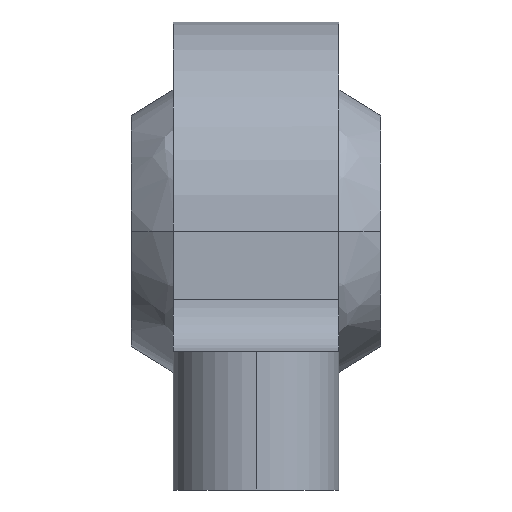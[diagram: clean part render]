
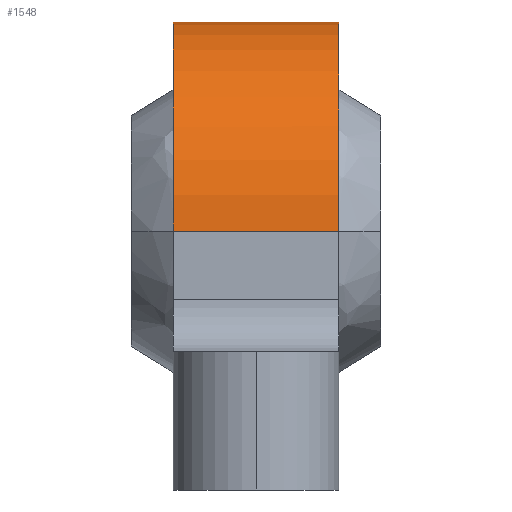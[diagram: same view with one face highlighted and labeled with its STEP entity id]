
A CAD part, left-side view. The second image highlights one B-rep face of the part: STEP entity #1548.
In plain terms, the highlighted cylindrical face has radius 8 mm (diameter 16 mm), a partial arc.
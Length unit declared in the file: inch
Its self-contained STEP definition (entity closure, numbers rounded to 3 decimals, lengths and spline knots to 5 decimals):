
#13 = AXIS2_PLACEMENT_3D ( 'NONE', #871, #1845, #717 ) ;
#18 = VECTOR ( 'NONE', #699, 39.37008 ) ;
#49 = CIRCLE ( 'NONE', #156, 0.31496 ) ;
#50 = DIRECTION ( 'NONE',  ( 0., 1., 0. ) ) ;
#116 = VERTEX_POINT ( 'NONE', #540 ) ;
#119 = EDGE_CURVE ( 'NONE', #1514, #815, #1406, .T. ) ;
#156 = AXIS2_PLACEMENT_3D ( 'NONE', #464, #1758, #1063 ) ;
#182 = CARTESIAN_POINT ( 'NONE',  ( 0.31496, 0.125, 0. ) ) ;
#274 = CARTESIAN_POINT ( 'NONE',  ( -0.31496, -0.125, 0.0001 ) ) ;
#314 = CARTESIAN_POINT ( 'NONE',  ( 0.31496, -0.125, 0. ) ) ;
#340 = CARTESIAN_POINT ( 'NONE',  ( 0., 0.125, 0.00005 ) ) ;
#380 = ORIENTED_EDGE ( 'NONE', *, *, #1831, .F. ) ;
#458 = VECTOR ( 'NONE', #1771, 39.37008 ) ;
#464 = CARTESIAN_POINT ( 'NONE',  ( 0., -0.125, 0.00005 ) ) ;
#471 = EDGE_CURVE ( 'NONE', #515, #116, #753, .T. ) ;
#515 = VERTEX_POINT ( 'NONE', #314 ) ;
#540 = CARTESIAN_POINT ( 'NONE',  ( 0.31496, 0.125, 0. ) ) ;
#626 = AXIS2_PLACEMENT_3D ( 'NONE', #340, #1343, #1071 ) ;
#663 = CARTESIAN_POINT ( 'NONE',  ( -0.31496, 0.125, 0. ) ) ;
#699 = DIRECTION ( 'NONE',  ( 0., 0., -1. ) ) ;
#717 = DIRECTION ( 'NONE',  ( 0., 0., -1. ) ) ;
#722 = ORIENTED_EDGE ( 'NONE', *, *, #1651, .T. ) ;
#748 = CYLINDRICAL_SURFACE ( 'NONE', #13, 0.31496 ) ;
#753 = LINE ( 'NONE', #182, #920 ) ;
#767 = CIRCLE ( 'NONE', #626, 0.31496 ) ;
#815 = VERTEX_POINT ( 'NONE', #1662 ) ;
#822 = FACE_OUTER_BOUND ( 'NONE', #1180, .T. ) ;
#871 = CARTESIAN_POINT ( 'NONE',  ( 0., 0.125, 0.00005 ) ) ;
#920 = VECTOR ( 'NONE', #50, 39.37008 ) ;
#1013 = LINE ( 'NONE', #663, #458 ) ;
#1058 = CARTESIAN_POINT ( 'NONE',  ( -0.31496, 0.125, 0. ) ) ;
#1063 = DIRECTION ( 'NONE',  ( 0., 0., -1. ) ) ;
#1071 = DIRECTION ( 'NONE',  ( 0., 0., -1. ) ) ;
#1180 = EDGE_LOOP ( 'NONE', ( #1646, #722, #380, #1188, #1837 ) ) ;
#1188 = ORIENTED_EDGE ( 'NONE', *, *, #119, .F. ) ;
#1255 = CARTESIAN_POINT ( 'NONE',  ( -0.31496, -0.125, -0.18501 ) ) ;
#1343 = DIRECTION ( 'NONE',  ( 0., -1., 0. ) ) ;
#1406 = LINE ( 'NONE', #1255, #18 ) ;
#1514 = VERTEX_POINT ( 'NONE', #274 ) ;
#1548 = ADVANCED_FACE ( 'NONE', ( #822 ), #748, .T. ) ;
#1615 = EDGE_CURVE ( 'NONE', #1514, #515, #49, .T. ) ;
#1646 = ORIENTED_EDGE ( 'NONE', *, *, #471, .T. ) ;
#1651 = EDGE_CURVE ( 'NONE', #116, #1672, #767, .T. ) ;
#1662 = CARTESIAN_POINT ( 'NONE',  ( -0.31496, -0.125, 0. ) ) ;
#1672 = VERTEX_POINT ( 'NONE', #1058 ) ;
#1758 = DIRECTION ( 'NONE',  ( 0., 1., 0. ) ) ;
#1771 = DIRECTION ( 'NONE',  ( 0., 1., 0. ) ) ;
#1831 = EDGE_CURVE ( 'NONE', #815, #1672, #1013, .T. ) ;
#1837 = ORIENTED_EDGE ( 'NONE', *, *, #1615, .T. ) ;
#1845 = DIRECTION ( 'NONE',  ( 0., -1., 0. ) ) ;
